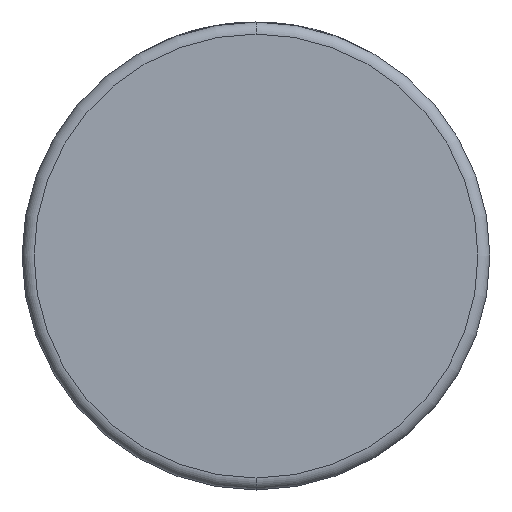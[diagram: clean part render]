
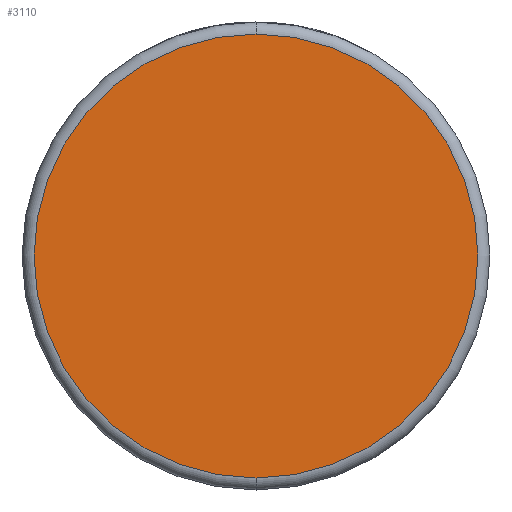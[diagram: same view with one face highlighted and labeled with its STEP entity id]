
A CAD part, front view. The second image highlights one B-rep face of the part: STEP entity #3110.
In plain terms, the highlighted planar face has unit normal (0, -1, 0).
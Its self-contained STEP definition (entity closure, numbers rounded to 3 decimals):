
#417 = CARTESIAN_POINT ( 'NONE',  ( 0., 0., -37. ) ) ;
#766 = VERTEX_POINT ( 'NONE', #417 ) ;
#1131 = FACE_OUTER_BOUND ( 'NONE', #1954, .T. ) ;
#1428 = CARTESIAN_POINT ( 'NONE',  ( 0., 0., 0. ) ) ;
#1674 = ORIENTED_EDGE ( 'NONE', *, *, #1982, .T. ) ;
#1677 = CARTESIAN_POINT ( 'NONE',  ( 0., 0., 0. ) ) ;
#1683 = PLANE ( 'NONE',  #3127 ) ;
#1781 = DIRECTION ( 'NONE',  ( 0., 0., 1. ) ) ;
#1954 = EDGE_LOOP ( 'NONE', ( #1674, #2796 ) ) ;
#1982 = EDGE_CURVE ( 'NONE', #2804, #766, #3174, .T. ) ;
#2103 = EDGE_CURVE ( 'NONE', #766, #2804, #3060, .T. ) ;
#2372 = DIRECTION ( 'NONE',  ( 0., 1., 0. ) ) ;
#2778 = AXIS2_PLACEMENT_3D ( 'NONE', #1677, #3965, #3640 ) ;
#2796 = ORIENTED_EDGE ( 'NONE', *, *, #2103, .T. ) ;
#2804 = VERTEX_POINT ( 'NONE', #4210 ) ;
#2865 = AXIS2_PLACEMENT_3D ( 'NONE', #1428, #4070, #1781 ) ;
#3060 = CIRCLE ( 'NONE', #2865, 37. ) ;
#3110 = ADVANCED_FACE ( 'NONE', ( #1131 ), #1683, .F. ) ;
#3127 = AXIS2_PLACEMENT_3D ( 'NONE', #4001, #2372, #3660 ) ;
#3174 = CIRCLE ( 'NONE', #2778, 37. ) ;
#3640 = DIRECTION ( 'NONE',  ( 0., 0., 1. ) ) ;
#3660 = DIRECTION ( 'NONE',  ( 0., 0., 1. ) ) ;
#3965 = DIRECTION ( 'NONE',  ( 0., -1., 0. ) ) ;
#4001 = CARTESIAN_POINT ( 'NONE',  ( 0., 0., 0. ) ) ;
#4070 = DIRECTION ( 'NONE',  ( 0., -1., 0. ) ) ;
#4210 = CARTESIAN_POINT ( 'NONE',  ( 0., 0., 37. ) ) ;
